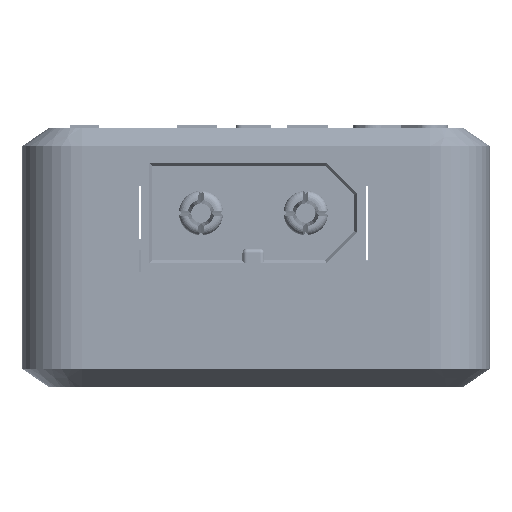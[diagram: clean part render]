
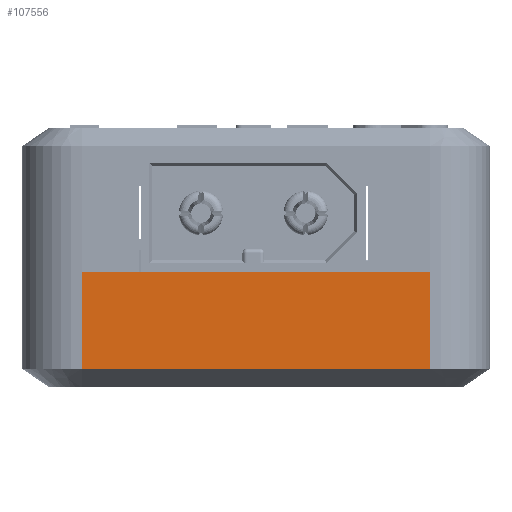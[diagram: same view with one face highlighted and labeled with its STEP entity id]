
A CAD part, left-side view. The second image highlights one B-rep face of the part: STEP entity #107556.
In plain terms, the highlighted planar face has unit normal (-1, 0, 0).
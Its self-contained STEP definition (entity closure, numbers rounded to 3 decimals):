
#13234=FACE_OUTER_BOUND('',#18237,.T.);
#18237=EDGE_LOOP('',(#99588,#99589,#99590,#99591));
#30855=LINE('',#190022,#43533);
#30928=LINE('',#190549,#43606);
#30930=LINE('',#190554,#43608);
#30931=LINE('',#190555,#43609);
#43533=VECTOR('',#137081,10.);
#43606=VECTOR('',#137384,10.);
#43608=VECTOR('',#137390,10.);
#43609=VECTOR('',#137391,10.);
#55448=VERTEX_POINT('',#190019);
#55449=VERTEX_POINT('',#190021);
#55552=VERTEX_POINT('',#190548);
#55553=VERTEX_POINT('',#190553);
#71433=EDGE_CURVE('',#55448,#55449,#30855,.T.);
#71588=EDGE_CURVE('',#55449,#55552,#30928,.T.);
#71591=EDGE_CURVE('',#55553,#55448,#30930,.T.);
#71592=EDGE_CURVE('',#55552,#55553,#30931,.T.);
#99588=ORIENTED_EDGE('',*,*,#71591,.F.);
#99589=ORIENTED_EDGE('',*,*,#71592,.F.);
#99590=ORIENTED_EDGE('',*,*,#71588,.F.);
#99591=ORIENTED_EDGE('',*,*,#71433,.F.);
#103019=PLANE('',#113512);
#107556=ADVANCED_FACE('',(#13234),#103019,.T.);
#113512=AXIS2_PLACEMENT_3D('',#190552,#137388,#137389);
#137081=DIRECTION('',(0.,1.,0.));
#137384=DIRECTION('',(0.,0.,1.));
#137388=DIRECTION('center_axis',(-1.,0.,0.));
#137389=DIRECTION('ref_axis',(0.,-1.,0.));
#137390=DIRECTION('',(0.,0.,-1.));
#137391=DIRECTION('',(0.,-1.,0.));
#190019=CARTESIAN_POINT('',(-34.092,-16.098,5.747));
#190021=CARTESIAN_POINT('',(-34.092,7.855,5.747));
#190022=CARTESIAN_POINT('',(-34.092,3.171,5.747));
#190548=CARTESIAN_POINT('',(-34.092,7.855,12.412));
#190549=CARTESIAN_POINT('',(-34.092,7.855,0.));
#190552=CARTESIAN_POINT('Origin',(-34.092,10.463,0.));
#190553=CARTESIAN_POINT('',(-34.092,-16.098,12.412));
#190554=CARTESIAN_POINT('',(-34.092,-16.098,7.604));
#190555=CARTESIAN_POINT('',(-34.092,3.171,12.412));
